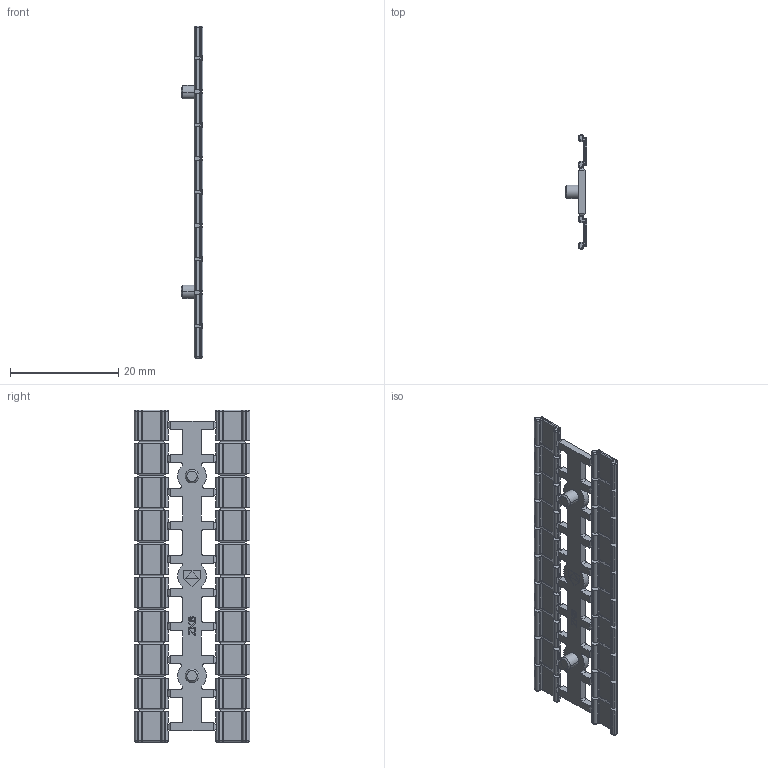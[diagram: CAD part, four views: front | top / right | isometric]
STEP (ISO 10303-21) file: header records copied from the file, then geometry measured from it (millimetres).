
FILE_DESCRIPTION (( 'STEP AP203' ), '1' );
FILE_NAME ('ZK6-20P-19-01AH-D0-1.STP', '2019-08-20T02:58:46', ( 'User' ), ( 'china' ), 'SwSTEP 2.0', 'SolidWorks 2012', '' );
FILE_SCHEMA (( 'CONFIG_CONTROL_DESIGN' ));
Length unit declared in the file: millimetre
Products named in the file (1): ZK6-20P-19-01AH-D0-1
Bounding box: 4.05 x 21.3 x 61.4 mm (x, y, z)
Volume: 995.5 mm3; surface area: 2886.8 mm2
Topology: 1 solids, 1 shells, 1479 faces, 3919 edges, 2354 vertices
Faces by surface type: plane 736, cylinder 531, bspline 88, sphere 80, torus 40, cone 4
Entity records: 47584 total; most frequent: CARTESIAN_POINT 12601, ORIENTED_EDGE 7678, DIRECTION 6861, EDGE_CURVE 3839, VERTEX_POINT 2354, VECTOR 2321, LINE 2321, AXIS2_PLACEMENT_3D 2270
